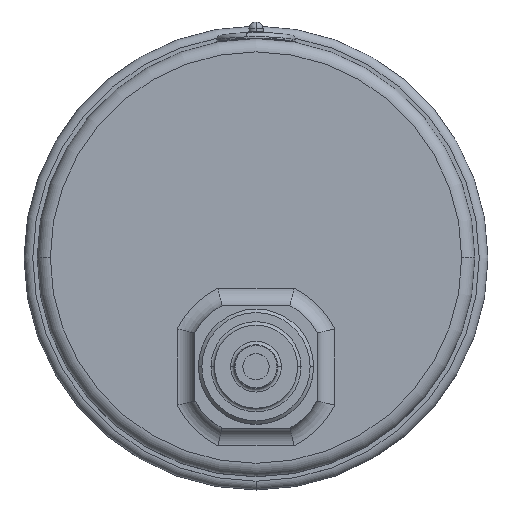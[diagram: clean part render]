
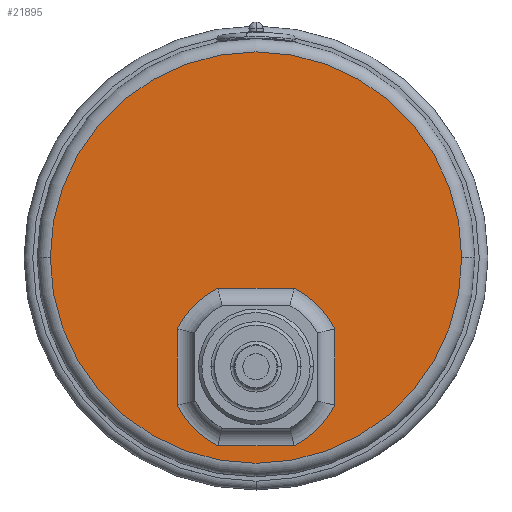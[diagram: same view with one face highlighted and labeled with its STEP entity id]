
A CAD part, top view. The second image highlights one B-rep face of the part: STEP entity #21895.
In plain terms, the highlighted planar face has unit normal (0, 0, 1).
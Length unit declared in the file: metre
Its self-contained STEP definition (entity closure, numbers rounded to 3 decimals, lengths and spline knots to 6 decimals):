
#156 = VERTEX_POINT ( 'NONE', #22177 ) ;
#270 = CARTESIAN_POINT ( 'NONE',  ( 0.003356, -0.013207, 0.053 ) ) ;
#538 = CIRCLE ( 'NONE', #18715, 0.01 ) ;
#595 = DIRECTION ( 'NONE',  ( 0., -1., 0. ) ) ;
#736 = ORIENTED_EDGE ( 'NONE', *, *, #31290, .T. ) ;
#962 = EDGE_CURVE ( 'NONE', #17813, #21741, #22760, .T. ) ;
#1017 = CARTESIAN_POINT ( 'NONE',  ( -0.014644, -0.004489, 0.053 ) ) ;
#1384 = CIRCLE ( 'NONE', #12809, 0.01 ) ;
#1930 = VECTOR ( 'NONE', #595, 1. ) ;
#2062 = CARTESIAN_POINT ( 'NONE',  ( -0.005644, 0.003652, 0.053 ) ) ;
#2370 = CARTESIAN_POINT ( 'NONE',  ( 0.003356, -0.004489, 0.053 ) ) ;
#2471 = CARTESIAN_POINT ( 'NONE',  ( -0.010003, 0.000152, 0.053 ) ) ;
#3432 = DIRECTION ( 'NONE',  ( 0., 0., -1. ) ) ;
#3580 = VECTOR ( 'NONE', #25027, 1. ) ;
#3772 = CARTESIAN_POINT ( 'NONE',  ( -0.001285, 0.000152, 0.053 ) ) ;
#4636 = ORIENTED_EDGE ( 'NONE', *, *, #15528, .T. ) ;
#5200 = LINE ( 'NONE', #24709, #3580 ) ;
#5434 = DIRECTION ( 'NONE',  ( 0., 0., -1. ) ) ;
#5723 = DIRECTION ( 'NONE',  ( 1., 0., 0. ) ) ;
#6286 = ORIENTED_EDGE ( 'NONE', *, *, #17346, .T. ) ;
#6748 = PLANE ( 'NONE',  #16020 ) ;
#6766 = EDGE_LOOP ( 'NONE', ( #16406, #736, #19738, #19252, #4636, #6286, #16599, #26947 ) ) ;
#7690 = CARTESIAN_POINT ( 'NONE',  ( 0.017856, 0.003652, 0.053 ) ) ;
#7714 = CIRCLE ( 'NONE', #10843, 0.01 ) ;
#7722 = EDGE_CURVE ( 'NONE', #29635, #8591, #5200, .T. ) ;
#8066 = EDGE_LOOP ( 'NONE', ( #23658, #9899 ) ) ;
#8591 = VERTEX_POINT ( 'NONE', #1017 ) ;
#9342 = DIRECTION ( 'NONE',  ( 0., 0., -1. ) ) ;
#9843 = VERTEX_POINT ( 'NONE', #27761 ) ;
#9867 = AXIS2_PLACEMENT_3D ( 'NONE', #2062, #9342, #11974 ) ;
#9892 = CARTESIAN_POINT ( 'NONE',  ( -0.029144, -0.017848, 0.053 ) ) ;
#9899 = ORIENTED_EDGE ( 'NONE', *, *, #28110, .F. ) ;
#10176 = CARTESIAN_POINT ( 'NONE',  ( -0.029144, 0.000152, 0.053 ) ) ;
#10451 = CARTESIAN_POINT ( 'NONE',  ( -0.005644, -0.008848, 0.053 ) ) ;
#10843 = AXIS2_PLACEMENT_3D ( 'NONE', #18791, #21539, #25892 ) ;
#11293 = VERTEX_POINT ( 'NONE', #18147 ) ;
#11305 = CIRCLE ( 'NONE', #12371, 0.0235 ) ;
#11974 = DIRECTION ( 'NONE',  ( -1., 0., 0. ) ) ;
#12157 = DIRECTION ( 'NONE',  ( 1., 0., 0. ) ) ;
#12267 = CARTESIAN_POINT ( 'NONE',  ( -0.014644, -0.013207, 0.053 ) ) ;
#12371 = AXIS2_PLACEMENT_3D ( 'NONE', #21192, #28605, #30919 ) ;
#12672 = FACE_BOUND ( 'NONE', #6766, .T. ) ;
#12809 = AXIS2_PLACEMENT_3D ( 'NONE', #30504, #13466, #30657 ) ;
#12995 = FACE_OUTER_BOUND ( 'NONE', #8066, .T. ) ;
#13466 = DIRECTION ( 'NONE',  ( 0., 0., -1. ) ) ;
#15138 = LINE ( 'NONE', #9892, #24756 ) ;
#15528 = EDGE_CURVE ( 'NONE', #156, #9843, #15138, .T. ) ;
#16020 = AXIS2_PLACEMENT_3D ( 'NONE', #26735, #19788, #27059 ) ;
#16031 = DIRECTION ( 'NONE',  ( 1., 0., 0. ) ) ;
#16406 = ORIENTED_EDGE ( 'NONE', *, *, #962, .T. ) ;
#16599 = ORIENTED_EDGE ( 'NONE', *, *, #7722, .T. ) ;
#17346 = EDGE_CURVE ( 'NONE', #9843, #29635, #27096, .T. ) ;
#17813 = VERTEX_POINT ( 'NONE', #2471 ) ;
#18147 = CARTESIAN_POINT ( 'NONE',  ( -0.029144, 0.003652, 0.053 ) ) ;
#18715 = AXIS2_PLACEMENT_3D ( 'NONE', #10451, #3432, #5723 ) ;
#18791 = CARTESIAN_POINT ( 'NONE',  ( -0.005644, -0.008848, 0.053 ) ) ;
#19252 = ORIENTED_EDGE ( 'NONE', *, *, #20793, .T. ) ;
#19738 = ORIENTED_EDGE ( 'NONE', *, *, #27575, .T. ) ;
#19788 = DIRECTION ( 'NONE',  ( 0., 0., 1. ) ) ;
#20232 = VERTEX_POINT ( 'NONE', #2370 ) ;
#20287 = CIRCLE ( 'NONE', #9867, 0.0235 ) ;
#20793 = EDGE_CURVE ( 'NONE', #26625, #156, #1384, .T. ) ;
#21192 = CARTESIAN_POINT ( 'NONE',  ( -0.005644, 0.003652, 0.053 ) ) ;
#21539 = DIRECTION ( 'NONE',  ( 0., 0., -1. ) ) ;
#21741 = VERTEX_POINT ( 'NONE', #3772 ) ;
#21895 = ADVANCED_FACE ( 'NONE', ( #12672, #12995 ), #6748, .T. ) ;
#22177 = CARTESIAN_POINT ( 'NONE',  ( -0.001285, -0.017848, 0.053 ) ) ;
#22425 = VECTOR ( 'NONE', #12157, 1. ) ;
#22760 = LINE ( 'NONE', #10176, #22425 ) ;
#23202 = CARTESIAN_POINT ( 'NONE',  ( -0.005644, -0.008848, 0.053 ) ) ;
#23658 = ORIENTED_EDGE ( 'NONE', *, *, #31733, .F. ) ;
#24709 = CARTESIAN_POINT ( 'NONE',  ( -0.014644, 0.003652, 0.053 ) ) ;
#24756 = VECTOR ( 'NONE', #29883, 1. ) ;
#25027 = DIRECTION ( 'NONE',  ( 0., 1., 0. ) ) ;
#25433 = LINE ( 'NONE', #25592, #1930 ) ;
#25592 = CARTESIAN_POINT ( 'NONE',  ( 0.003356, 0.003652, 0.053 ) ) ;
#25892 = DIRECTION ( 'NONE',  ( 1., 0., 0. ) ) ;
#26081 = AXIS2_PLACEMENT_3D ( 'NONE', #23202, #5434, #16031 ) ;
#26625 = VERTEX_POINT ( 'NONE', #270 ) ;
#26735 = CARTESIAN_POINT ( 'NONE',  ( -0.029144, 0.003652, 0.053 ) ) ;
#26947 = ORIENTED_EDGE ( 'NONE', *, *, #29584, .T. ) ;
#27059 = DIRECTION ( 'NONE',  ( 1., 0., 0. ) ) ;
#27096 = CIRCLE ( 'NONE', #26081, 0.01 ) ;
#27575 = EDGE_CURVE ( 'NONE', #20232, #26625, #25433, .T. ) ;
#27761 = CARTESIAN_POINT ( 'NONE',  ( -0.010003, -0.017848, 0.053 ) ) ;
#28110 = EDGE_CURVE ( 'NONE', #29306, #11293, #11305, .T. ) ;
#28605 = DIRECTION ( 'NONE',  ( 0., 0., -1. ) ) ;
#29306 = VERTEX_POINT ( 'NONE', #7690 ) ;
#29584 = EDGE_CURVE ( 'NONE', #8591, #17813, #7714, .T. ) ;
#29635 = VERTEX_POINT ( 'NONE', #12267 ) ;
#29883 = DIRECTION ( 'NONE',  ( -1., 0., 0. ) ) ;
#30504 = CARTESIAN_POINT ( 'NONE',  ( -0.005644, -0.008848, 0.053 ) ) ;
#30657 = DIRECTION ( 'NONE',  ( 1., 0., 0. ) ) ;
#30919 = DIRECTION ( 'NONE',  ( -1., 0., 0. ) ) ;
#31290 = EDGE_CURVE ( 'NONE', #21741, #20232, #538, .T. ) ;
#31733 = EDGE_CURVE ( 'NONE', #11293, #29306, #20287, .T. ) ;
